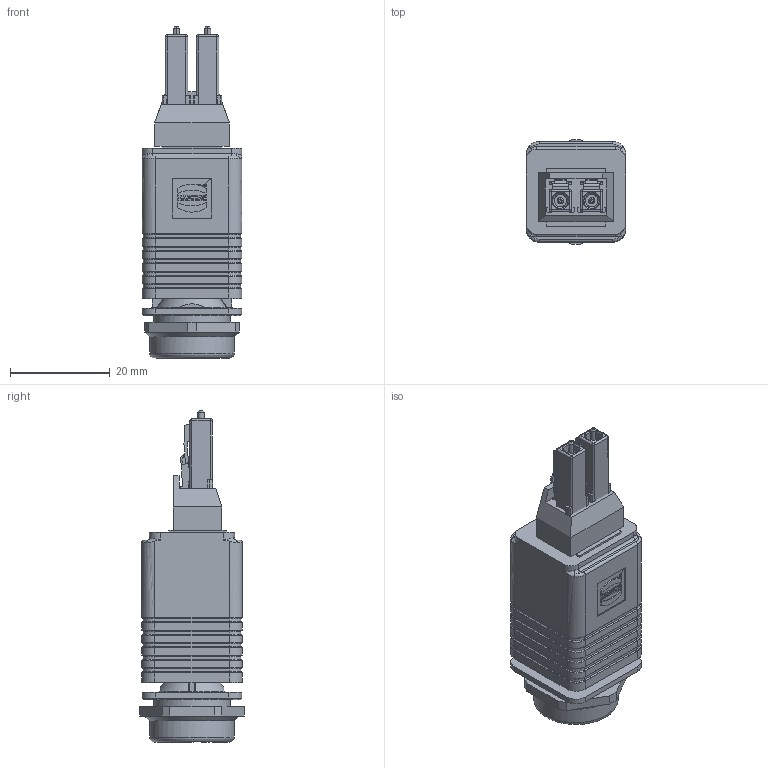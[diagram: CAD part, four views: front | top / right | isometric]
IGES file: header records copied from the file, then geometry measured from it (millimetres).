
Global section: file name: Device_side_easyinstall_multimode_GOF.igs; preprocessor: I-DEAS 3D IGES Translator 14; date: 20111115.154327; units: millimetre
Bounding box: 20 x 20.93 x 66.45 mm (x, y, z)
Volume: 4131.1 mm3; surface area: 10677.4 mm2
Topology: 8 solids, 12 shells, 760 faces, 1881 edges, 1169 vertices
Faces by surface type: bspline 760
